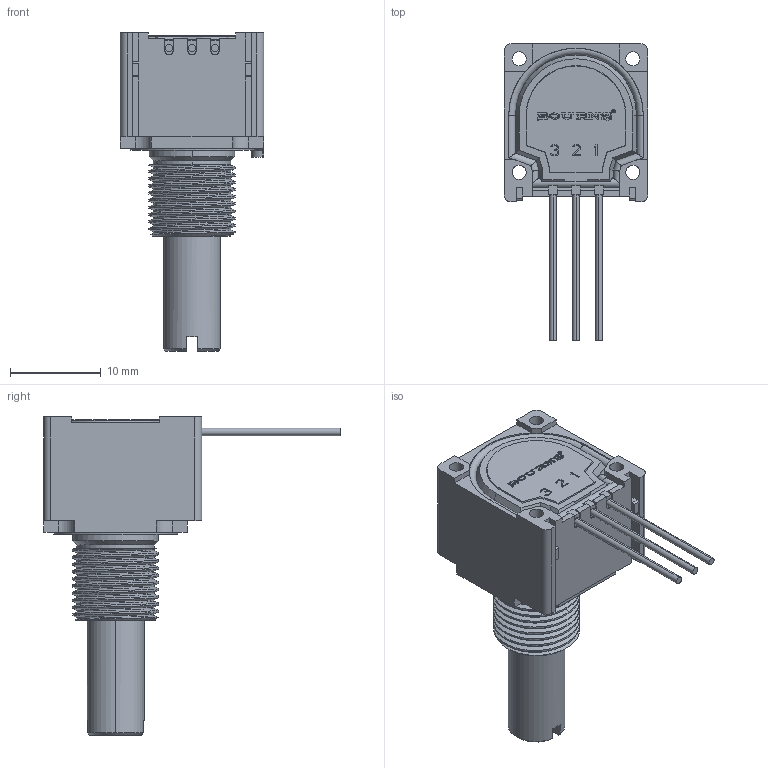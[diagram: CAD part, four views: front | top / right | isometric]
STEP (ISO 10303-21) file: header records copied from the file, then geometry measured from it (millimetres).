
FILE_DESCRIPTION((''),'2;1');
FILE_NAME('96A1A-B28-A15L','2013-08-06T',('RICKB'),('Bourns, Inc.'),'PRO/ENGINEER BY PARAMETRIC TECHNOLOGY CORPORATION, 2012230','PRO/ENGINEER BY PARAMETRIC TECHNOLOGY CORPORATION, 2012230','');
FILE_SCHEMA(('CONFIG_CONTROL_DESIGN'));
Length unit declared in the file: inch
Products named in the file (1): 96A1A-B28-A15L
Bounding box: 15.88 x 32.74 x 35.18 mm (x, y, z)
Volume: 4010.8 mm3; surface area: 3603.9 mm2
Topology: 1 solids, 5 shells, 635 faces, 1763 edges, 1164 vertices
Faces by surface type: plane 448, cylinder 153, cone 21, bspline 9, torus 4
Entity records: 23279 total; most frequent: CARTESIAN_POINT 6893, ORIENTED_EDGE 3526, DIRECTION 3214, EDGE_CURVE 1763, VECTOR 1322, LINE 1322, VERTEX_POINT 1164, AXIS2_PLACEMENT_3D 946
